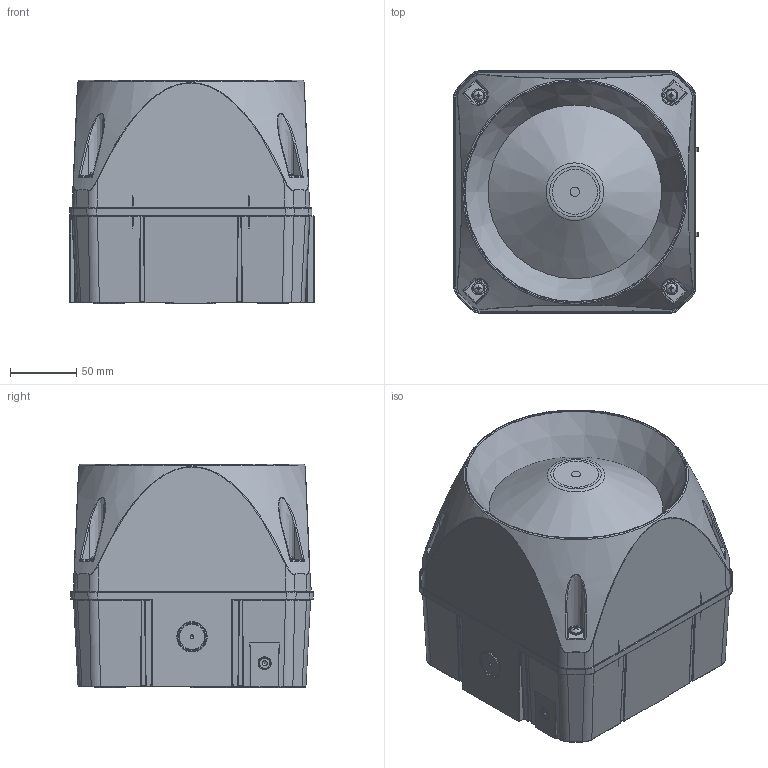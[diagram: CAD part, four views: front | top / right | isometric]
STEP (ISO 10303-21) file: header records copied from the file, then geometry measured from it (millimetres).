
FILE_DESCRIPTION(/* description */ (''),/* implementation_level */ '2;1');
FILE_NAME(/* name */ 'ASL.stp',/* time_stamp */ '2013-06-17T10:09:51+02:00',/* author */ (''),/* organization */ (''),/* preprocessor_version */ 'ST-DEVELOPER v11',/* originating_system */ 'SIEMENS PLM Software NX 7.5',/* authorisation */ '');
FILE_SCHEMA (('AUTOMOTIVE_DESIGN { 1 0 10303 214 1 1 1 1 }'));
Length unit declared in the file: millimetre
Products named in the file (1): m.ne7FAEitb8
Bounding box: 185.1 x 183.7 x 169.08 mm (x, y, z)
Volume: 4616001.2 mm3; surface area: 203941 mm2
Topology: 1 solids, 2 shells, 1200 faces, 2834 edges, 1616 vertices
Faces by surface type: cylinder 407, plane 311, bspline 230, torus 96, cone 79, sphere 75, revolution 2
Full cylindrical faces by diameter (mm): 3 x1, 4 x1, 6.5 x4, 8.3 x2, 9.5 x2, 10 x4, 23.4 x4, 31 x1
Entity records: 37229 total; most frequent: CARTESIAN_POINT 11657, DIRECTION 5353, ORIENTED_EDGE 5294, EDGE_CURVE 2647, AXIS2_PLACEMENT_3D 2182, VERTEX_POINT 1579, EDGE_LOOP 1318, ADVANCED_FACE 1196
